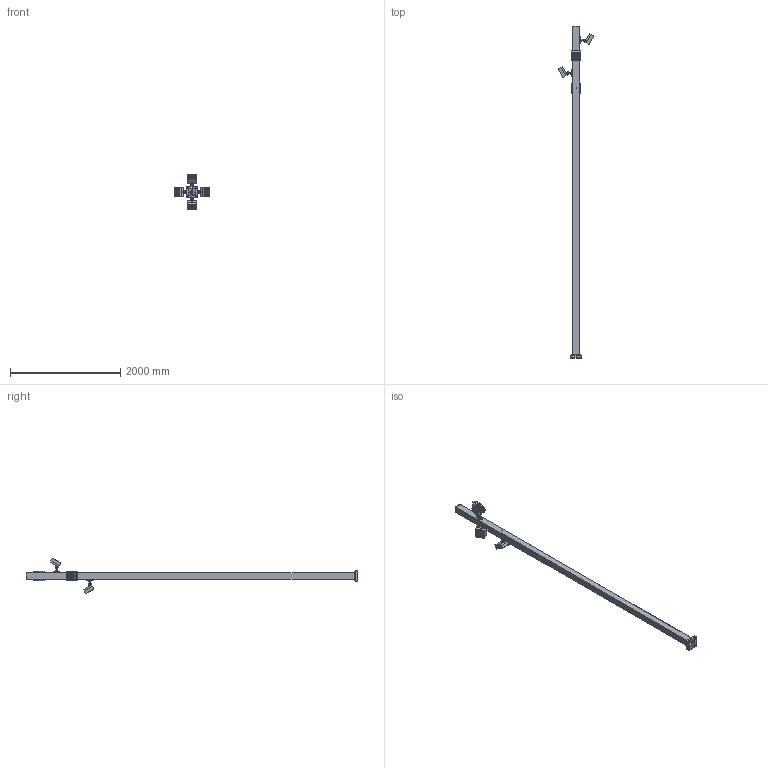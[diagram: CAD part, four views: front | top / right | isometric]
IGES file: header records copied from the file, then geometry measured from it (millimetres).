
Start section: SolidWorks IGES file using analytic representation for surfaces
Global section: file name: quadra-4Ï(45)-6-(Ê200-150-4õ25)-ö+ïî.IGS; native system: SolidWorks 2020; preprocessor: SolidWorks 2020; author: Åêàòåðèíà; date: 210712.170136; units: millimetre
Bounding box: 642.36 x 6015.72 x 642.36 mm (x, y, z)
Surface area: 6857263.8 mm2 (no closed solid volume)
Topology: 0 solids, 0 shells, 1168 faces, 16288 edges, 16272 vertices
Faces by surface type: bspline 622, revolution 546
